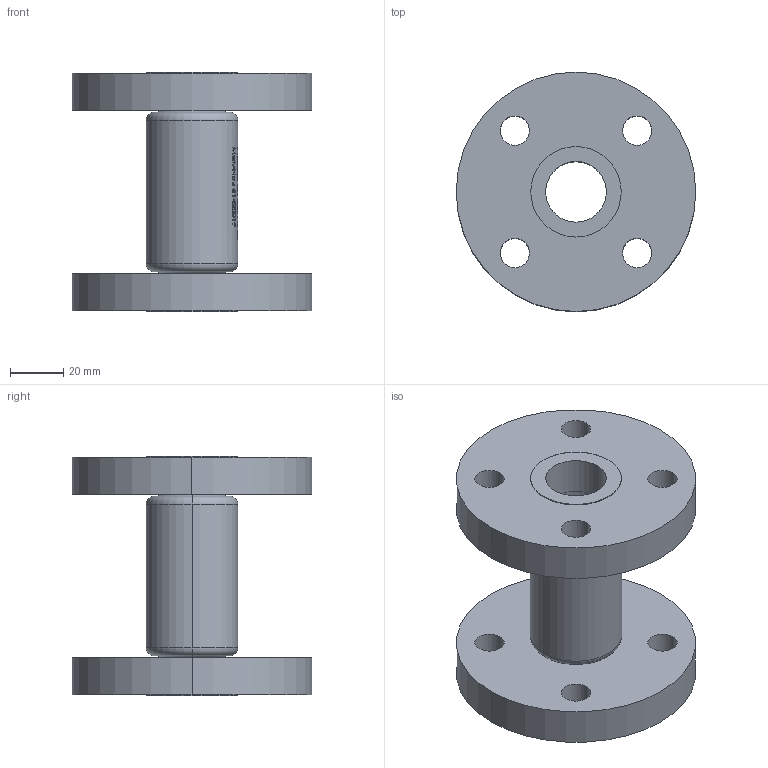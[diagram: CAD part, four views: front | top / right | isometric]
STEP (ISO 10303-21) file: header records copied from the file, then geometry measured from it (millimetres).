
FILE_DESCRIPTION (( 'STEP AP214' ), '1' );
FILE_NAME ('7150000_DN020_PN06_51522019.STEP', '2022-02-02T06:32:38', ( 'axxx' ), ( 'Hewlett-Packard Company' ), 'SwSTEP 2.0', 'SolidWorks 2019', '' );
FILE_SCHEMA (( 'AUTOMOTIVE_DESIGN' ));
Length unit declared in the file: millimetre
Products named in the file (1): 7150000_DN020_PN06_51522019
Bounding box: 90 x 90 x 90 mm (x, y, z)
Volume: 187408.3 mm3; surface area: 49442.4 mm2
Topology: 1 solids, 1 shells, 525 faces, 1358 edges, 904 vertices
Faces by surface type: plane 242, bspline 226, cylinder 49, torus 8
Entity records: 28684 total; most frequent: CARTESIAN_POINT 17330, ORIENTED_EDGE 2716, DIRECTION 1594, EDGE_CURVE 1358, VERTEX_POINT 904, VECTOR 724, LINE 724, EDGE_LOOP 612
